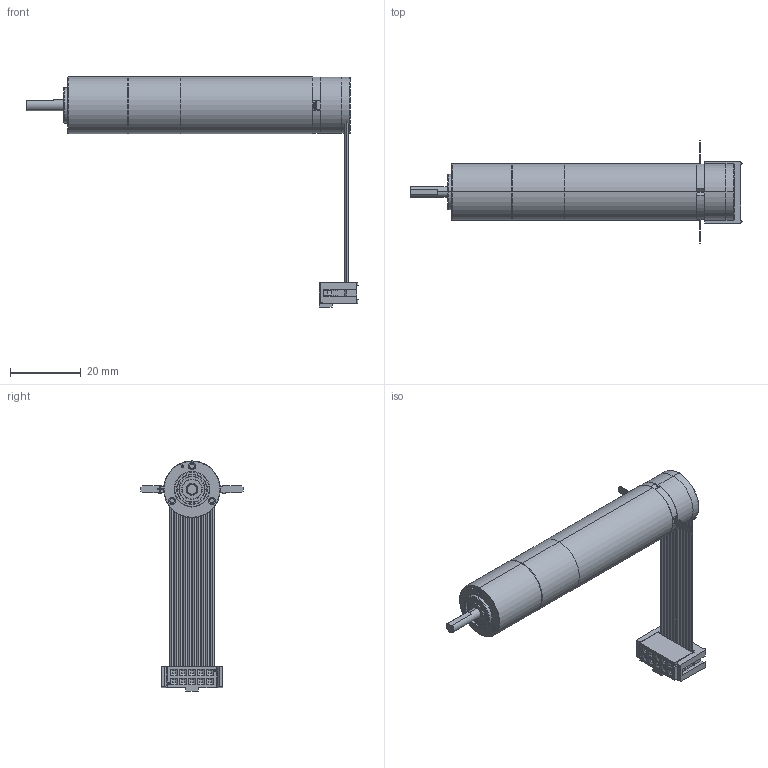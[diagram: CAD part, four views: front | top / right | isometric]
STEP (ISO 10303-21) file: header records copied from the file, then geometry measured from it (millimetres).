
FILE_DESCRIPTION(('STEP AP214'),'1');
FILE_NAME('B789846CB5DA.stp','2018-01-26T12:32:24',('maxon motor ag'),(''),'Spatial InterOp 3D',' ',' ');
FILE_SCHEMA(('AUTOMOTIVE_DESIGN'));
Length unit declared in the file: millimetre
Products named in the file (16): 2018_01_26__13-32-23-619; 1; 2; 3; 4; 5; 6; 7; 8; 9
Bounding box: 93.62 x 29 x 64.9 mm (x, y, z)
Volume: 9041.3 mm3; surface area: 12950.3 mm2
Topology: 16 solids, 16 shells, 1446 faces, 3944 edges, 2534 vertices
Faces by surface type: plane 1131, cylinder 201, cone 94, torus 18, sphere 2
Entity records: 57051 total; most frequent: CARTESIAN_POINT 7982, ORIENTED_EDGE 7884, DIRECTION 7442, EDGE_CURVE 3942, LINE 3354, VECTOR 3354, VERTEX_POINT 2534, AXIS2_PLACEMENT_3D 2044
